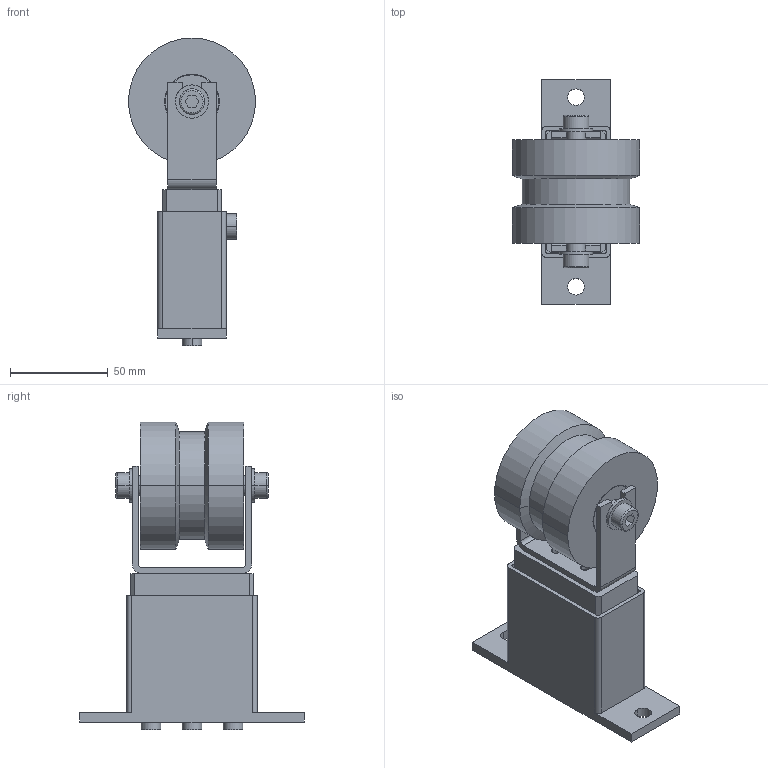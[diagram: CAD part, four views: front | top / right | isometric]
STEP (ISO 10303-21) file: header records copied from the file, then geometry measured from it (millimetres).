
FILE_DESCRIPTION(('STEP AP214'),'1');
FILE_NAME('cctmp_75FE4C6C-0682-4CC9-8566-1EFC9A019ED2_2023_7_12_13_14_9_200..stp','2023-07-12T11:14:09',('Murtfeldt Kunststoffe GmbH & Co.KG'),('CADClick - www.CADClick.com'),'Spatial InterOp 3D',' ','unknown authorization');
FILE_SCHEMA(('AUTOMOTIVE_DESIGN'));
Length unit declared in the file: millimetre
Products named in the file (1): 1
Bounding box: 65 x 115 x 157.5 mm (x, y, z)
Volume: 316162.1 mm3; surface area: 86362.1 mm2
Topology: 8 solids, 14 shells, 229 faces, 522 edges, 328 vertices
Faces by surface type: plane 113, cylinder 80, torus 24, cone 12
Entity records: 8378 total; most frequent: DIRECTION 1206, CARTESIAN_POINT 1083, ORIENTED_EDGE 1036, EDGE_CURVE 518, AXIS2_PLACEMENT_3D 451, VERTEX_POINT 328, LINE 304, VECTOR 304
